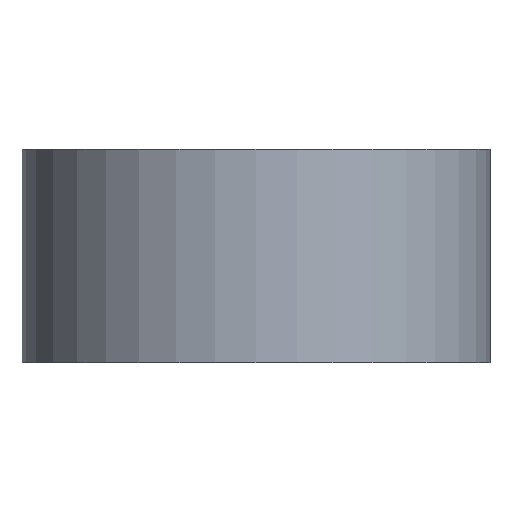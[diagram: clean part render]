
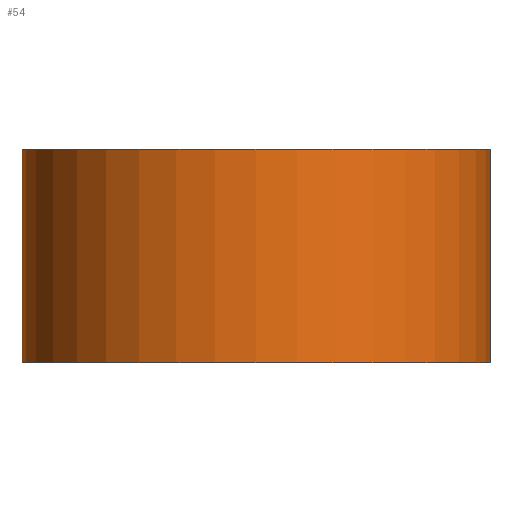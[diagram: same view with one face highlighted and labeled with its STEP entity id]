
A CAD part, front view. The second image highlights one B-rep face of the part: STEP entity #54.
In plain terms, the highlighted cylindrical face has radius 13.919 mm (diameter 27.838 mm), a partial arc.
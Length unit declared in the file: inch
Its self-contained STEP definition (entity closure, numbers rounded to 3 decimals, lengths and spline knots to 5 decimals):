
#8 = DIRECTION ( 'NONE',  ( 1., 0., 0. ) ) ;
#14 = DIRECTION ( 'NONE',  ( 1., 0., 0. ) ) ;
#18 = DIRECTION ( 'NONE',  ( 0., 0., -1. ) ) ;
#20 = CARTESIAN_POINT ( 'NONE',  ( 0.5, -1.437, -0.25 ) ) ;
#50 = VERTEX_POINT ( 'NONE', #199 ) ;
#52 = DIRECTION ( 'NONE',  ( 0., 0., -1. ) ) ;
#54 = ADVANCED_FACE ( 'NONE', ( #119 ), #110, .T. ) ;
#60 = CARTESIAN_POINT ( 'NONE',  ( -0.048, -1.437, 0.25 ) ) ;
#61 = EDGE_CURVE ( 'NONE', #315, #304, #233, .T. ) ;
#81 = DIRECTION ( 'NONE',  ( 0., 0., -1. ) ) ;
#95 = CARTESIAN_POINT ( 'NONE',  ( 0.5, -0.889, -0.25 ) ) ;
#108 = DIRECTION ( 'NONE',  ( -1., 0., 0. ) ) ;
#110 = CYLINDRICAL_SURFACE ( 'NONE', #473, 0.548 ) ;
#119 = FACE_OUTER_BOUND ( 'NONE', #227, .T. ) ;
#130 = EDGE_CURVE ( 'NONE', #50, #508, #340, .T. ) ;
#143 = CARTESIAN_POINT ( 'NONE',  ( 0.5, -1.437, 0.25 ) ) ;
#171 = EDGE_CURVE ( 'NONE', #508, #304, #429, .T. ) ;
#181 = CARTESIAN_POINT ( 'NONE',  ( 0.5, -0.889, 0.25 ) ) ;
#199 = CARTESIAN_POINT ( 'NONE',  ( 0.5, -0.889, 0.25 ) ) ;
#227 = EDGE_LOOP ( 'NONE', ( #323, #269, #246, #416 ) ) ;
#233 = CIRCLE ( 'NONE', #450, 0.548 ) ;
#246 = ORIENTED_EDGE ( 'NONE', *, *, #130, .T. ) ;
#269 = ORIENTED_EDGE ( 'NONE', *, *, #319, .F. ) ;
#296 = DIRECTION ( 'NONE',  ( 0., 0., -1. ) ) ;
#304 = VERTEX_POINT ( 'NONE', #487 ) ;
#314 = VECTOR ( 'NONE', #81, 39.37008 ) ;
#315 = VERTEX_POINT ( 'NONE', #95 ) ;
#319 = EDGE_CURVE ( 'NONE', #50, #315, #482, .T. ) ;
#323 = ORIENTED_EDGE ( 'NONE', *, *, #61, .F. ) ;
#340 = CIRCLE ( 'NONE', #517, 0.548 ) ;
#389 = VECTOR ( 'NONE', #52, 39.37008 ) ;
#416 = ORIENTED_EDGE ( 'NONE', *, *, #171, .T. ) ;
#429 = LINE ( 'NONE', #60, #314 ) ;
#450 = AXIS2_PLACEMENT_3D ( 'NONE', #20, #18, #14 ) ;
#472 = CARTESIAN_POINT ( 'NONE',  ( 0.5, -1.437, 0.25 ) ) ;
#473 = AXIS2_PLACEMENT_3D ( 'NONE', #143, #505, #108 ) ;
#482 = LINE ( 'NONE', #181, #389 ) ;
#487 = CARTESIAN_POINT ( 'NONE',  ( -0.048, -1.437, -0.25 ) ) ;
#505 = DIRECTION ( 'NONE',  ( 0., 0., -1. ) ) ;
#508 = VERTEX_POINT ( 'NONE', #538 ) ;
#517 = AXIS2_PLACEMENT_3D ( 'NONE', #472, #296, #8 ) ;
#538 = CARTESIAN_POINT ( 'NONE',  ( -0.048, -1.437, 0.25 ) ) ;
